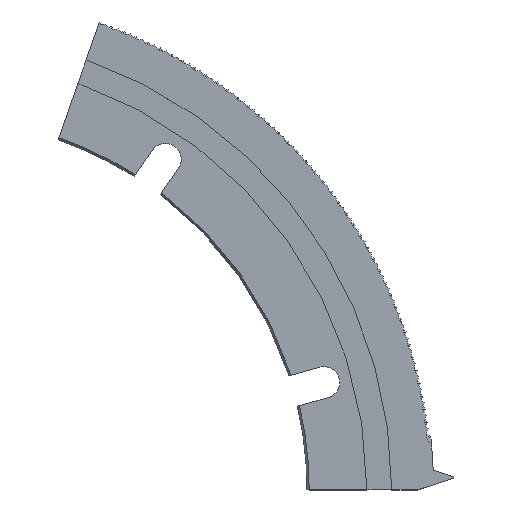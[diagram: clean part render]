
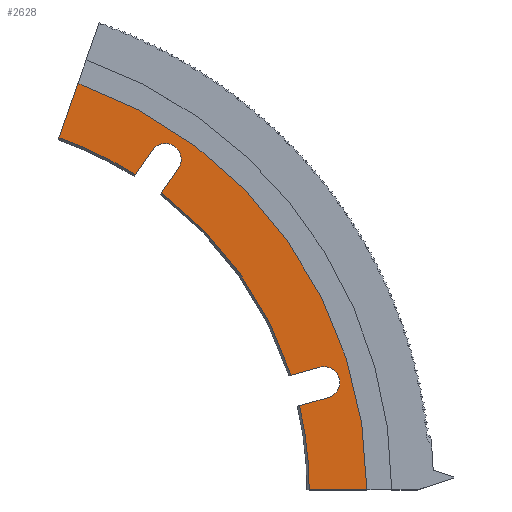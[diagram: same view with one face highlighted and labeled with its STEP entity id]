
A CAD part, top view. The second image highlights one B-rep face of the part: STEP entity #2628.
In plain terms, the highlighted planar face has unit normal (0, 0, 1).
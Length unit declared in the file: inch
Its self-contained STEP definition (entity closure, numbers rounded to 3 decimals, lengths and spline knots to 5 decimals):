
#59 = DIRECTION ( 'NONE',  ( 1., 0., 0. ) ) ;
#104 = CIRCLE ( 'NONE', #4407, 0.21877 ) ;
#147 = LINE ( 'NONE', #1415, #2609 ) ;
#242 = EDGE_CURVE ( 'NONE', #302, #5396, #671, .T. ) ;
#302 = VERTEX_POINT ( 'NONE', #2979 ) ;
#332 = DIRECTION ( 'NONE',  ( 1., 0., 0. ) ) ;
#343 = CARTESIAN_POINT ( 'NONE',  ( 5.156, 0., 0. ) ) ;
#376 = CARTESIAN_POINT ( 'NONE',  ( 2.98517, 4.69363, 0. ) ) ;
#391 = CIRCLE ( 'NONE', #4322, 0.21877 ) ;
#547 = AXIS2_PLACEMENT_3D ( 'NONE', #5279, #2697, #554 ) ;
#554 = DIRECTION ( 'NONE',  ( 1., 0., 0. ) ) ;
#615 = ORIENTED_EDGE ( 'NONE', *, *, #4891, .F. ) ;
#625 = CIRCLE ( 'NONE', #1786, 5.953 ) ;
#645 = CIRCLE ( 'NONE', #2957, 5.156 ) ;
#663 = CARTESIAN_POINT ( 'NONE',  ( 0., 0., 0. ) ) ;
#670 = EDGE_CURVE ( 'NONE', #5353, #3011, #625, .T. ) ;
#671 = LINE ( 'NONE', #2430, #4745 ) ;
#745 = DIRECTION ( 'NONE',  ( 0., 0., 1. ) ) ;
#906 = AXIS2_PLACEMENT_3D ( 'NONE', #3097, #5171, #4343 ) ;
#926 = EDGE_CURVE ( 'NONE', #5005, #3710, #4180, .T. ) ;
#1005 = EDGE_CURVE ( 'NONE', #4057, #3011, #2076, .T. ) ;
#1038 = CARTESIAN_POINT ( 'NONE',  ( 5.41871, 1.27549, 0. ) ) ;
#1039 = VERTEX_POINT ( 'NONE', #4346 ) ;
#1055 = CARTESIAN_POINT ( 'NONE',  ( 5.36025, 1.4863, 0. ) ) ;
#1090 = VERTEX_POINT ( 'NONE', #3923 ) ;
#1121 = CARTESIAN_POINT ( 'NONE',  ( 2.7535, 4.35919, 0. ) ) ;
#1415 = CARTESIAN_POINT ( 'NONE',  ( 1.68648, 4.83957, 0. ) ) ;
#1425 = CARTESIAN_POINT ( 'NONE',  ( 5.57902, 1.4863, 0. ) ) ;
#1536 = CIRCLE ( 'NONE', #3491, 0.21877 ) ;
#1634 = VECTOR ( 'NONE', #2498, 39.37008 ) ;
#1668 = LINE ( 'NONE', #2995, #1634 ) ;
#1684 = ORIENTED_EDGE ( 'NONE', *, *, #2928, .T. ) ;
#1786 = AXIS2_PLACEMENT_3D ( 'NONE', #3444, #2633, #4352 ) ;
#1799 = EDGE_CURVE ( 'NONE', #3650, #3998, #2571, .T. ) ;
#1885 = AXIS2_PLACEMENT_3D ( 'NONE', #663, #2417, #3712 ) ;
#1892 = ORIENTED_EDGE ( 'NONE', *, *, #4818, .T. ) ;
#1960 = CARTESIAN_POINT ( 'NONE',  ( 5.41871, 1.27549, 0. ) ) ;
#1968 = EDGE_CURVE ( 'NONE', #5005, #3204, #1536, .T. ) ;
#2076 = LINE ( 'NONE', #4716, #5112 ) ;
#2115 = ORIENTED_EDGE ( 'NONE', *, *, #2154, .T. ) ;
#2154 = EDGE_CURVE ( 'NONE', #1090, #3998, #2157, .T. ) ;
#2157 = CIRCLE ( 'NONE', #547, 5.156 ) ;
#2199 = DIRECTION ( 'NONE',  ( 0.329, 0.944, 0. ) ) ;
#2277 = DIRECTION ( 'NONE',  ( 0., 0., -1. ) ) ;
#2379 = ORIENTED_EDGE ( 'NONE', *, *, #4545, .T. ) ;
#2402 = CARTESIAN_POINT ( 'NONE',  ( 3.16742, 4.57262, 0. ) ) ;
#2417 = DIRECTION ( 'NONE',  ( 0., 0., 1. ) ) ;
#2430 = CARTESIAN_POINT ( 'NONE',  ( 5.3018, 1.69712, 0. ) ) ;
#2498 = DIRECTION ( 'NONE',  ( -0.569, -0.822, 0. ) ) ;
#2508 = DIRECTION ( 'NONE',  ( 0., 0., 1. ) ) ;
#2521 = AXIS2_PLACEMENT_3D ( 'NONE', #4516, #4969, #3352 ) ;
#2568 = DIRECTION ( 'NONE',  ( 1., 0., 0. ) ) ;
#2571 = LINE ( 'NONE', #376, #5218 ) ;
#2609 = VECTOR ( 'NONE', #2199, 39.37008 ) ;
#2628 = ADVANCED_FACE ( 'NONE', ( #4504 ), #4982, .T. ) ;
#2633 = DIRECTION ( 'NONE',  ( 0., 0., -1. ) ) ;
#2697 = DIRECTION ( 'NONE',  ( 0., 0., -1. ) ) ;
#2733 = ORIENTED_EDGE ( 'NONE', *, *, #4688, .F. ) ;
#2774 = CIRCLE ( 'NONE', #906, 5.156 ) ;
#2928 = EDGE_CURVE ( 'NONE', #3710, #4057, #645, .T. ) ;
#2957 = AXIS2_PLACEMENT_3D ( 'NONE', #3881, #2277, #59 ) ;
#2963 = ORIENTED_EDGE ( 'NONE', *, *, #1968, .F. ) ;
#2979 = CARTESIAN_POINT ( 'NONE',  ( 5.3018, 1.69712, 0. ) ) ;
#2995 = CARTESIAN_POINT ( 'NONE',  ( 3.34726, 4.44805, 0. ) ) ;
#3011 = VERTEX_POINT ( 'NONE', #3592 ) ;
#3097 = CARTESIAN_POINT ( 'NONE',  ( 0., 0., 0. ) ) ;
#3153 = ORIENTED_EDGE ( 'NONE', *, *, #242, .F. ) ;
#3204 = VERTEX_POINT ( 'NONE', #1425 ) ;
#3245 = DIRECTION ( 'NONE',  ( 1., 0., 0. ) ) ;
#3285 = CARTESIAN_POINT ( 'NONE',  ( 3.16742, 4.57262, 0. ) ) ;
#3299 = ORIENTED_EDGE ( 'NONE', *, *, #670, .F. ) ;
#3352 = DIRECTION ( 'NONE',  ( 1., 0., 0. ) ) ;
#3357 = ORIENTED_EDGE ( 'NONE', *, *, #926, .T. ) ;
#3419 = DIRECTION ( 'NONE',  ( -0.569, -0.822, 0. ) ) ;
#3444 = CARTESIAN_POINT ( 'NONE',  ( 0., 0., 0. ) ) ;
#3491 = AXIS2_PLACEMENT_3D ( 'NONE', #1055, #2508, #332 ) ;
#3520 = CARTESIAN_POINT ( 'NONE',  ( 3.34726, 4.44805, 0. ) ) ;
#3575 = EDGE_LOOP ( 'NONE', ( #3299, #615, #2115, #3672, #4082, #2733, #1892, #2379, #3153, #4417, #2963, #3357, #1684, #4025 ) ) ;
#3592 = CARTESIAN_POINT ( 'NONE',  ( 5.953, 0., 0. ) ) ;
#3604 = CARTESIAN_POINT ( 'NONE',  ( 2.98517, 4.69363, 0. ) ) ;
#3650 = VERTEX_POINT ( 'NONE', #3604 ) ;
#3671 = VECTOR ( 'NONE', #4288, 39.37008 ) ;
#3672 = ORIENTED_EDGE ( 'NONE', *, *, #1799, .F. ) ;
#3700 = CARTESIAN_POINT ( 'NONE',  ( 4.9056, 1.58726, 0. ) ) ;
#3710 = VERTEX_POINT ( 'NONE', #3850 ) ;
#3712 = DIRECTION ( 'NONE',  ( 1., 0., 0. ) ) ;
#3850 = CARTESIAN_POINT ( 'NONE',  ( 5.02251, 1.16563, 0. ) ) ;
#3881 = CARTESIAN_POINT ( 'NONE',  ( 0., 0., 0. ) ) ;
#3923 = CARTESIAN_POINT ( 'NONE',  ( 1.69668, 4.86884, 0. ) ) ;
#3998 = VERTEX_POINT ( 'NONE', #1121 ) ;
#4025 = ORIENTED_EDGE ( 'NONE', *, *, #1005, .T. ) ;
#4057 = VERTEX_POINT ( 'NONE', #343 ) ;
#4082 = ORIENTED_EDGE ( 'NONE', *, *, #5388, .F. ) ;
#4110 = DIRECTION ( 'NONE',  ( 1., 0., 0. ) ) ;
#4118 = DIRECTION ( 'NONE',  ( -0.964, -0.267, 0. ) ) ;
#4180 = LINE ( 'NONE', #1960, #3671 ) ;
#4288 = DIRECTION ( 'NONE',  ( -0.964, -0.267, 0. ) ) ;
#4322 = AXIS2_PLACEMENT_3D ( 'NONE', #2402, #4994, #3245 ) ;
#4343 = DIRECTION ( 'NONE',  ( 1., 0., 0. ) ) ;
#4346 = CARTESIAN_POINT ( 'NONE',  ( 3.11315, 4.11007, 0. ) ) ;
#4352 = DIRECTION ( 'NONE',  ( 1., 0., 0. ) ) ;
#4407 = AXIS2_PLACEMENT_3D ( 'NONE', #3285, #745, #4110 ) ;
#4417 = ORIENTED_EDGE ( 'NONE', *, *, #5179, .F. ) ;
#4504 = FACE_OUTER_BOUND ( 'NONE', #3575, .T. ) ;
#4516 = CARTESIAN_POINT ( 'NONE',  ( 5.36025, 1.4863, 0. ) ) ;
#4527 = VERTEX_POINT ( 'NONE', #4823 ) ;
#4545 = EDGE_CURVE ( 'NONE', #1039, #5396, #2774, .T. ) ;
#4688 = EDGE_CURVE ( 'NONE', #5300, #4527, #104, .T. ) ;
#4716 = CARTESIAN_POINT ( 'NONE',  ( 5.125, 0., 0. ) ) ;
#4745 = VECTOR ( 'NONE', #4118, 39.37008 ) ;
#4818 = EDGE_CURVE ( 'NONE', #5300, #1039, #1668, .T. ) ;
#4823 = CARTESIAN_POINT ( 'NONE',  ( 3.38619, 4.57262, 0. ) ) ;
#4891 = EDGE_CURVE ( 'NONE', #1090, #5353, #147, .T. ) ;
#4954 = CIRCLE ( 'NONE', #2521, 0.21877 ) ;
#4969 = DIRECTION ( 'NONE',  ( 0., 0., 1. ) ) ;
#4982 = PLANE ( 'NONE',  #1885 ) ;
#4994 = DIRECTION ( 'NONE',  ( 0., 0., 1. ) ) ;
#5005 = VERTEX_POINT ( 'NONE', #1038 ) ;
#5112 = VECTOR ( 'NONE', #2568, 39.37008 ) ;
#5171 = DIRECTION ( 'NONE',  ( 0., 0., -1. ) ) ;
#5179 = EDGE_CURVE ( 'NONE', #3204, #302, #4954, .T. ) ;
#5196 = CARTESIAN_POINT ( 'NONE',  ( 1.95895, 5.62145, 0. ) ) ;
#5218 = VECTOR ( 'NONE', #3419, 39.37008 ) ;
#5279 = CARTESIAN_POINT ( 'NONE',  ( 0., 0., 0. ) ) ;
#5300 = VERTEX_POINT ( 'NONE', #3520 ) ;
#5353 = VERTEX_POINT ( 'NONE', #5196 ) ;
#5388 = EDGE_CURVE ( 'NONE', #4527, #3650, #391, .T. ) ;
#5396 = VERTEX_POINT ( 'NONE', #3700 ) ;
